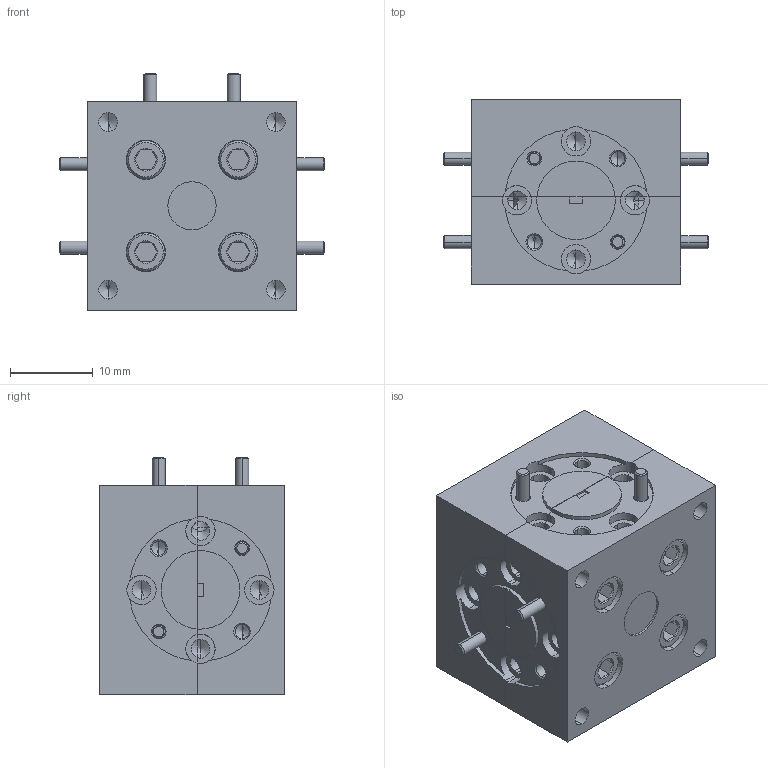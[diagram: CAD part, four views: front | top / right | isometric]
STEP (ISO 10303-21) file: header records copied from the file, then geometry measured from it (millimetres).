
FILE_DESCRIPTION (( 'STEP AP203' ), '1' );
FILE_NAME ('SWP-11417402-06-S1.STEP', '2019-06-12T22:03:30', ( '' ), ( '' ), 'SwSTEP 2.0', 'SolidWorks 2016', '' );
FILE_SCHEMA (( 'CONFIG_CONTROL_DESIGN' ));
Length unit declared in the file: inch
Products named in the file (1): SWP-11417402-06-S1
Bounding box: 32.13 x 22.35 x 28.77 mm (x, y, z)
Volume: 13532.7 mm3; surface area: 7667 mm2
Topology: 12 solids, 12 shells, 814 faces, 2146 edges, 1333 vertices
Faces by surface type: cylinder 508, cone 183, plane 115, bspline 8
Entity records: 32382 total; most frequent: CARTESIAN_POINT 14283, ORIENTED_EDGE 4156, DIRECTION 3481, EDGE_CURVE 2078, VERTEX_POINT 1333, AXIS2_PLACEMENT_3D 1317, EDGE_LOOP 867, VECTOR 847
